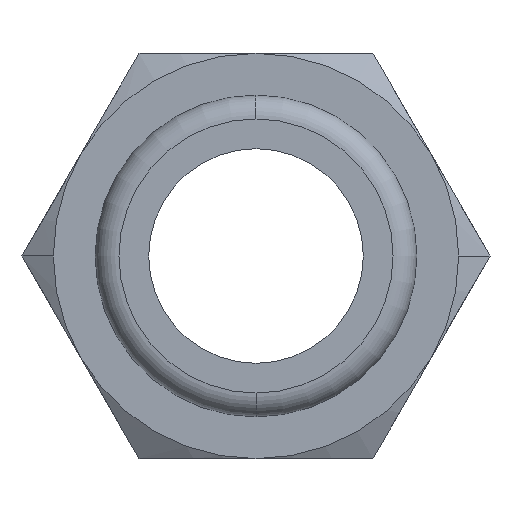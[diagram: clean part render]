
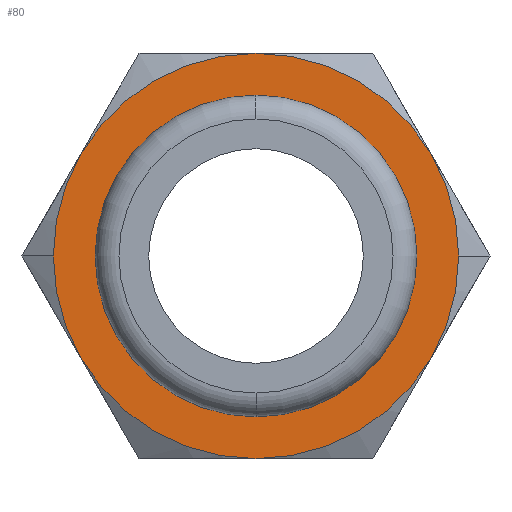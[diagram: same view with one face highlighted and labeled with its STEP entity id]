
A CAD part, front view. The second image highlights one B-rep face of the part: STEP entity #80.
In plain terms, the highlighted planar face has unit normal (0, -1, 0).
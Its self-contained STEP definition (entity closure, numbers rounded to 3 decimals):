
#80=ADVANCED_FACE('',(#188,#189),#190,.T.);
#188=FACE_OUTER_BOUND('',#327,.T.);
#189=FACE_BOUND('',#328,.T.);
#190=PLANE('',#329);
#327=EDGE_LOOP('',(#495,#496,#497,#498,#499,#500,#501,#502));
#328=EDGE_LOOP('',(#503,#504));
#329=AXIS2_PLACEMENT_3D('',#505,#506,#507);
#495=ORIENTED_EDGE('',*,*,#823,.T.);
#496=ORIENTED_EDGE('',*,*,#824,.T.);
#497=ORIENTED_EDGE('',*,*,#825,.T.);
#498=ORIENTED_EDGE('',*,*,#826,.T.);
#499=ORIENTED_EDGE('',*,*,#827,.T.);
#500=ORIENTED_EDGE('',*,*,#828,.T.);
#501=ORIENTED_EDGE('',*,*,#795,.T.);
#502=ORIENTED_EDGE('',*,*,#815,.T.);
#503=ORIENTED_EDGE('',*,*,#829,.F.);
#504=ORIENTED_EDGE('',*,*,#830,.F.);
#505=CARTESIAN_POINT('',(-4.25,15.5,0.0));
#506=DIRECTION('',(0.,-1.0,0.0));
#507=DIRECTION('',(-1.0,0.,0.0));
#795=EDGE_CURVE('',#934,#932,#935,.T.);
#815=EDGE_CURVE('',#932,#964,#966,.T.);
#823=EDGE_CURVE('',#964,#979,#980,.T.);
#824=EDGE_CURVE('',#979,#969,#981,.T.);
#825=EDGE_CURVE('',#969,#982,#983,.T.);
#826=EDGE_CURVE('',#982,#984,#985,.T.);
#827=EDGE_CURVE('',#984,#986,#987,.T.);
#828=EDGE_CURVE('',#986,#934,#988,.T.);
#829=EDGE_CURVE('',#989,#990,#991,.T.);
#830=EDGE_CURVE('',#990,#989,#992,.T.);
#932=VERTEX_POINT('',#1122);
#934=VERTEX_POINT('',#1135);
#935=CIRCLE('',#1136,8.5);
#964=VERTEX_POINT('',#1193);
#966=CIRCLE('',#1206,8.5);
#969=VERTEX_POINT('',#1209);
#979=VERTEX_POINT('',#1244);
#980=CIRCLE('',#1245,8.5);
#981=CIRCLE('',#1246,8.5);
#982=VERTEX_POINT('',#1247);
#983=CIRCLE('',#1248,8.5);
#984=VERTEX_POINT('',#1249);
#985=CIRCLE('',#1250,8.5);
#986=VERTEX_POINT('',#1251);
#987=CIRCLE('',#1252,8.5);
#988=CIRCLE('',#1253,8.5);
#989=VERTEX_POINT('',#1254);
#990=VERTEX_POINT('',#1255);
#991=CIRCLE('',#1256,6.75);
#992=CIRCLE('',#1257,6.75);
#1122=CARTESIAN_POINT('',(0.,15.5,8.5));
#1135=CARTESIAN_POINT('',(7.361,15.5,4.25));
#1136=AXIS2_PLACEMENT_3D('',#1471,#1472,#1473);
#1193=CARTESIAN_POINT('',(-7.361,15.5,4.25));
#1206=AXIS2_PLACEMENT_3D('',#1498,#1499,#1500);
#1209=CARTESIAN_POINT('',(-7.361,15.5,-4.25));
#1244=CARTESIAN_POINT('',(-8.5,15.5,0.));
#1245=AXIS2_PLACEMENT_3D('',#1504,#1505,#1506);
#1246=AXIS2_PLACEMENT_3D('',#1507,#1508,#1509);
#1247=CARTESIAN_POINT('',(0.,15.5,-8.5));
#1248=AXIS2_PLACEMENT_3D('',#1510,#1511,#1512);
#1249=CARTESIAN_POINT('',(7.361,15.5,-4.25));
#1250=AXIS2_PLACEMENT_3D('',#1513,#1514,#1515);
#1251=CARTESIAN_POINT('',(8.5,15.5,0.));
#1252=AXIS2_PLACEMENT_3D('',#1516,#1517,#1518);
#1253=AXIS2_PLACEMENT_3D('',#1519,#1520,#1521);
#1254=CARTESIAN_POINT('',(-6.75,15.5,0.));
#1255=CARTESIAN_POINT('',(6.75,15.5,0.));
#1256=AXIS2_PLACEMENT_3D('',#1522,#1523,#1524);
#1257=AXIS2_PLACEMENT_3D('',#1525,#1526,#1527);
#1471=CARTESIAN_POINT('',(0.,15.5,0.0));
#1472=DIRECTION('',(0.,-1.0,0.0));
#1473=DIRECTION('',(-1.0,0.,0.0));
#1498=CARTESIAN_POINT('',(0.,15.5,0.0));
#1499=DIRECTION('',(0.,-1.0,0.0));
#1500=DIRECTION('',(-1.0,0.,0.0));
#1504=CARTESIAN_POINT('',(0.,15.5,0.0));
#1505=DIRECTION('',(0.,-1.0,0.0));
#1506=DIRECTION('',(-1.0,0.,0.0));
#1507=CARTESIAN_POINT('',(0.,15.5,0.0));
#1508=DIRECTION('',(0.,-1.0,0.0));
#1509=DIRECTION('',(-1.0,0.,0.0));
#1510=CARTESIAN_POINT('',(0.,15.5,0.0));
#1511=DIRECTION('',(0.,-1.0,0.0));
#1512=DIRECTION('',(-1.0,0.,0.0));
#1513=CARTESIAN_POINT('',(0.,15.5,0.0));
#1514=DIRECTION('',(0.,-1.0,0.0));
#1515=DIRECTION('',(-1.0,0.,0.0));
#1516=CARTESIAN_POINT('',(0.,15.5,0.0));
#1517=DIRECTION('',(0.,-1.0,0.0));
#1518=DIRECTION('',(-1.0,0.,0.0));
#1519=CARTESIAN_POINT('',(0.,15.5,0.0));
#1520=DIRECTION('',(0.,-1.0,0.0));
#1521=DIRECTION('',(-1.0,0.,0.0));
#1522=CARTESIAN_POINT('',(0.0,15.5,0.0));
#1523=DIRECTION('',(0.,-1.0,0.0));
#1524=DIRECTION('',(1.0,0.,0.0));
#1525=CARTESIAN_POINT('',(0.0,15.5,0.0));
#1526=DIRECTION('',(0.,-1.0,0.0));
#1527=DIRECTION('',(1.0,0.,0.0));
